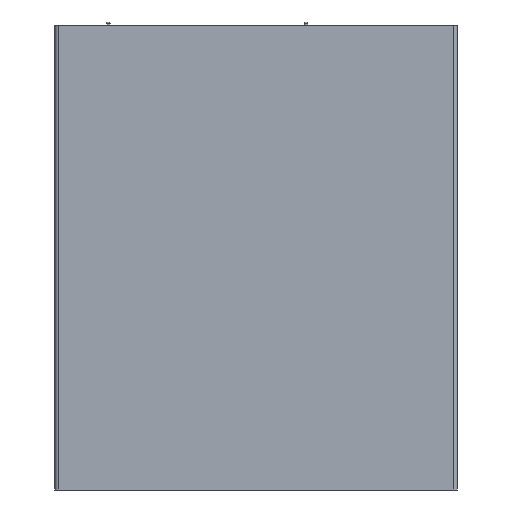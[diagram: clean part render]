
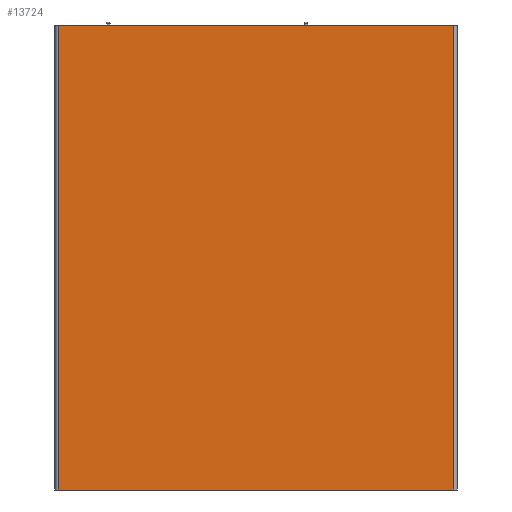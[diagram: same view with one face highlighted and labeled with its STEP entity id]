
A CAD part, front view. The second image highlights one B-rep face of the part: STEP entity #13724.
In plain terms, the highlighted planar face has unit normal (0, -1, 0).
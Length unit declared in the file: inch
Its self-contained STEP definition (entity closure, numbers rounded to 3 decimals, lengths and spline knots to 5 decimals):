
#582 = ORIENTED_EDGE ( 'NONE', *, *, #5618, .T. ) ;
#744 = VECTOR ( 'NONE', #23754, 39.37008 ) ;
#2471 = LINE ( 'NONE', #8475, #10536 ) ;
#2843 = VERTEX_POINT ( 'NONE', #6966 ) ;
#3449 = VERTEX_POINT ( 'NONE', #14852 ) ;
#4441 = ORIENTED_EDGE ( 'NONE', *, *, #5912, .T. ) ;
#4483 = CARTESIAN_POINT ( 'NONE',  ( -2.85, -0.8, 0. ) ) ;
#5618 = EDGE_CURVE ( 'NONE', #19746, #2843, #12321, .T. ) ;
#5912 = EDGE_CURVE ( 'NONE', #2843, #3449, #6801, .T. ) ;
#6357 = EDGE_LOOP ( 'NONE', ( #11992, #582, #4441, #13499 ) ) ;
#6783 = CARTESIAN_POINT ( 'NONE',  ( -2.85, -0.8, -6.7 ) ) ;
#6801 = LINE ( 'NONE', #7942, #9122 ) ;
#6948 = DIRECTION ( 'NONE',  ( 0., 0., -1. ) ) ;
#6966 = CARTESIAN_POINT ( 'NONE',  ( -2.85, -0.8, -6.7 ) ) ;
#7178 = PLANE ( 'NONE',  #11742 ) ;
#7942 = CARTESIAN_POINT ( 'NONE',  ( -2.9, -0.8, -6.7 ) ) ;
#8475 = CARTESIAN_POINT ( 'NONE',  ( 2.85, -0.8, -6.7 ) ) ;
#9122 = VECTOR ( 'NONE', #9886, 39.37008 ) ;
#9886 = DIRECTION ( 'NONE',  ( 1., 0., 0. ) ) ;
#10536 = VECTOR ( 'NONE', #15579, 39.37008 ) ;
#10636 = FACE_OUTER_BOUND ( 'NONE', #6357, .T. ) ;
#11742 = AXIS2_PLACEMENT_3D ( 'NONE', #20064, #21722, #6948 ) ;
#11876 = CARTESIAN_POINT ( 'NONE',  ( 2.85, -0.8, 0. ) ) ;
#11992 = ORIENTED_EDGE ( 'NONE', *, *, #20972, .F. ) ;
#12321 = LINE ( 'NONE', #6783, #744 ) ;
#12508 = EDGE_CURVE ( 'NONE', #3449, #21750, #2471, .T. ) ;
#13499 = ORIENTED_EDGE ( 'NONE', *, *, #12508, .T. ) ;
#13724 = ADVANCED_FACE ( 'NONE', ( #10636 ), #7178, .T. ) ;
#14852 = CARTESIAN_POINT ( 'NONE',  ( 2.85, -0.8, -6.7 ) ) ;
#15579 = DIRECTION ( 'NONE',  ( 0., 0., 1. ) ) ;
#16225 = VECTOR ( 'NONE', #20701, 39.37008 ) ;
#19746 = VERTEX_POINT ( 'NONE', #4483 ) ;
#20064 = CARTESIAN_POINT ( 'NONE',  ( -2.9, -0.8, -6.7 ) ) ;
#20365 = CARTESIAN_POINT ( 'NONE',  ( -2.9, -0.8, 0. ) ) ;
#20701 = DIRECTION ( 'NONE',  ( 1., 0., 0. ) ) ;
#20972 = EDGE_CURVE ( 'NONE', #19746, #21750, #21167, .T. ) ;
#21167 = LINE ( 'NONE', #20365, #16225 ) ;
#21722 = DIRECTION ( 'NONE',  ( 0., -1., 0. ) ) ;
#21750 = VERTEX_POINT ( 'NONE', #11876 ) ;
#23754 = DIRECTION ( 'NONE',  ( 0., 0., -1. ) ) ;
